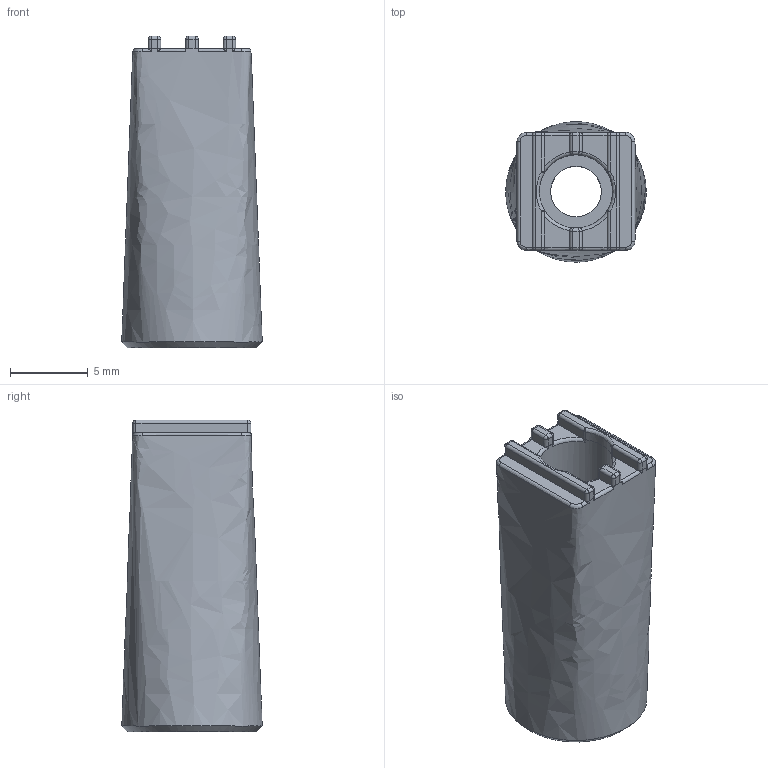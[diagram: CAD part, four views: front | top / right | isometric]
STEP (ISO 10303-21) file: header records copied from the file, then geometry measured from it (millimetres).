
FILE_DESCRIPTION (( 'STEP AP214' ), '1' );
FILE_NAME ('depressor.STEP', '2024-02-14T15:10:10', ( '' ), ( '' ), 'SwSTEP 2.0', 'SolidWorks 2024', '' );
FILE_SCHEMA (( 'AUTOMOTIVE_DESIGN' ));
Length unit declared in the file: millimetre
Products named in the file (1): depressor
Bounding box: 9.01 x 9 x 20 mm (x, y, z)
Volume: 938.5 mm3; surface area: 909.1 mm2
Topology: 1 solids, 1 shells, 137 faces, 333 edges, 183 vertices
Faces by surface type: cylinder 39, bspline 38, plane 35, sphere 20, torus 4, cone 1
Full cylindrical faces by diameter (mm): 3.25 x1, 4.7 x2
Entity records: 5785 total; most frequent: CARTESIAN_POINT 3032, ORIENTED_EDGE 608, DIRECTION 504, EDGE_CURVE 304, AXIS2_PLACEMENT_3D 204, VERTEX_POINT 176, EDGE_LOOP 146, FACE_OUTER_BOUND 142
